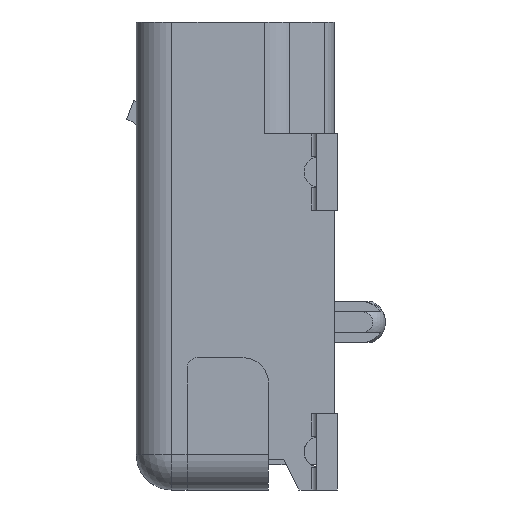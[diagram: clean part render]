
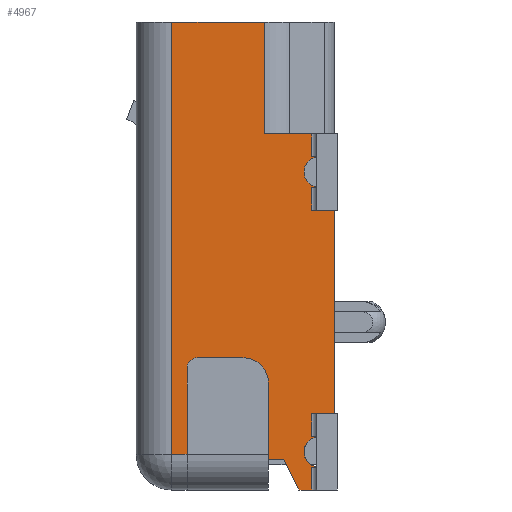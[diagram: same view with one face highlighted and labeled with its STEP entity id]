
A CAD part, left-side view. The second image highlights one B-rep face of the part: STEP entity #4967.
In plain terms, the highlighted planar face has unit normal (-1, 0, 0).
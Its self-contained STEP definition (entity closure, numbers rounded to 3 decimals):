
#122=DIRECTION('',(0.,-1.,0.));
#123=VECTOR('',#122,1.826);
#124=CARTESIAN_POINT('',(-3.85,1.25,0.));
#125=LINE('',#124,#123);
#185=DIRECTION('',(0.,0.,-1.));
#186=VECTOR('',#185,8.5);
#187=CARTESIAN_POINT('',(-3.85,1.25,0.));
#188=LINE('',#187,#186);
#240=DIRECTION('',(0.,1.,0.));
#241=VECTOR('',#240,0.25);
#242=CARTESIAN_POINT('',(-3.85,-1.5,-9.2));
#243=LINE('',#242,#241);
#290=DIRECTION('',(0.,0.,-1.));
#291=VECTOR('',#290,0.45);
#292=CARTESIAN_POINT('',(-3.85,-1.5,-3.25));
#293=LINE('',#292,#291);
#294=DIRECTION('',(0.,0.,-1.));
#295=VECTOR('',#294,4.);
#296=CARTESIAN_POINT('',(-3.85,-1.95,-3.7));
#297=LINE('',#296,#295);
#298=DIRECTION('',(0.,0.,-1.));
#299=VECTOR('',#298,0.45);
#300=CARTESIAN_POINT('',(-3.85,-1.5,-7.7));
#301=LINE('',#300,#299);
#302=DIRECTION('',(0.,0.,-1.));
#303=VECTOR('',#302,0.45);
#304=CARTESIAN_POINT('',(-3.85,-1.5,-8.75));
#305=LINE('',#304,#303);
#306=DIRECTION('',(0.,0.447,0.894));
#307=VECTOR('',#306,0.671);
#308=CARTESIAN_POINT('',(-3.85,-1.25,-9.2));
#309=LINE('',#308,#307);
#310=DIRECTION('',(0.,1.,0.));
#311=VECTOR('',#310,0.3);
#312=CARTESIAN_POINT('',(-3.85,-0.95,-8.6));
#313=LINE('',#312,#311);
#314=DIRECTION('',(0.,0.,1.));
#315=VECTOR('',#314,1.5);
#316=CARTESIAN_POINT('',(-3.85,-0.65,-8.6));
#317=LINE('',#316,#315);
#318=DIRECTION('',(0.,1.,0.));
#319=VECTOR('',#318,0.9);
#320=CARTESIAN_POINT('',(-3.85,-0.15,-6.6));
#321=LINE('',#320,#319);
#322=DIRECTION('',(0.,0.,1.));
#323=VECTOR('',#322,1.7);
#324=CARTESIAN_POINT('',(-3.85,0.95,-8.5));
#325=LINE('',#324,#323);
#326=DIRECTION('',(0.,1.,0.));
#327=VECTOR('',#326,0.3);
#328=CARTESIAN_POINT('',(-3.85,0.95,-8.5));
#329=LINE('',#328,#327);
#330=DIRECTION('',(0.,1.,0.));
#331=VECTOR('',#330,0.924);
#332=CARTESIAN_POINT('',(-3.85,-1.5,-2.2));
#333=LINE('',#332,#331);
#334=DIRECTION('',(0.,0.,-1.));
#335=VECTOR('',#334,0.45);
#336=CARTESIAN_POINT('',(-3.85,-1.5,-2.2));
#337=LINE('',#336,#335);
#352=DIRECTION('',(0.,1.,0.));
#353=VECTOR('',#352,0.15);
#354=CARTESIAN_POINT('',(-3.85,-1.65,-3.25));
#355=LINE('',#354,#353);
#392=DIRECTION('',(0.,1.,0.));
#393=VECTOR('',#392,0.15);
#394=CARTESIAN_POINT('',(-3.85,-1.65,-2.65));
#395=LINE('',#394,#393);
#446=DIRECTION('',(0.,1.,0.));
#447=VECTOR('',#446,0.45);
#448=CARTESIAN_POINT('',(-3.85,-1.95,-3.7));
#449=LINE('',#448,#447);
#858=DIRECTION('',(0.,-1.,0.));
#859=VECTOR('',#858,0.45);
#860=CARTESIAN_POINT('',(-3.85,-1.5,-7.7));
#861=LINE('',#860,#859);
#908=DIRECTION('',(0.,1.,0.));
#909=VECTOR('',#908,0.15);
#910=CARTESIAN_POINT('',(-3.85,-1.65,-8.15));
#911=LINE('',#910,#909);
#925=CARTESIAN_POINT('',(-3.85,-1.65,-8.45));
#926=DIRECTION('',(1.,0.,0.));
#927=DIRECTION('',(0.,0.,-1.));
#928=AXIS2_PLACEMENT_3D('',#925,#926,#927);
#955=DIRECTION('',(0.,1.,0.));
#956=VECTOR('',#955,0.15);
#957=CARTESIAN_POINT('',(-3.85,-1.65,-8.75));
#958=LINE('',#957,#956);
#2639=CARTESIAN_POINT('',(-3.85,-0.15,-7.1));
#2640=DIRECTION('',(1.,0.,0.));
#2641=DIRECTION('',(0.,0.,1.));
#2642=AXIS2_PLACEMENT_3D('',#2639,#2640,#2641);
#2662=CARTESIAN_POINT('',(-3.85,0.75,-6.8));
#2663=DIRECTION('',(1.,0.,0.));
#2664=DIRECTION('',(0.,1.,0.));
#2665=AXIS2_PLACEMENT_3D('',#2662,#2663,#2664);
#3551=CARTESIAN_POINT('',(-3.85,-1.65,-2.95));
#3552=DIRECTION('',(1.,0.,0.));
#3553=DIRECTION('',(0.,0.,-1.));
#3554=AXIS2_PLACEMENT_3D('',#3551,#3552,#3553);
#3568=DIRECTION('',(0.,0.,1.));
#3569=VECTOR('',#3568,2.2);
#3570=CARTESIAN_POINT('',(-3.85,-0.576,-2.2));
#3571=LINE('',#3570,#3569);
#3647=CARTESIAN_POINT('',(-3.85,1.25,0.));
#3649=VERTEX_POINT('',#3647);
#3650=CARTESIAN_POINT('',(-3.85,-0.576,0.));
#3651=VERTEX_POINT('',#3650);
#3748=CARTESIAN_POINT('',(-3.85,-1.95,-3.7));
#3749=CARTESIAN_POINT('',(-3.85,-1.95,-7.7));
#3750=VERTEX_POINT('',#3748);
#3751=VERTEX_POINT('',#3749);
#3761=CARTESIAN_POINT('',(-3.85,-0.65,-7.1));
#3763=VERTEX_POINT('',#3761);
#3766=CARTESIAN_POINT('',(-3.85,-0.15,-6.6));
#3767=VERTEX_POINT('',#3766);
#3780=CARTESIAN_POINT('',(-3.85,0.95,-6.8));
#3781=VERTEX_POINT('',#3780);
#3782=CARTESIAN_POINT('',(-3.85,0.75,-6.6));
#3783=VERTEX_POINT('',#3782);
#3806=CARTESIAN_POINT('',(-3.85,1.25,-8.5));
#3807=VERTEX_POINT('',#3806);
#3810=CARTESIAN_POINT('',(-3.85,0.95,-8.5));
#3811=VERTEX_POINT('',#3810);
#4218=CARTESIAN_POINT('',(-3.85,-1.5,-3.25));
#4219=CARTESIAN_POINT('',(-3.85,-1.5,-3.7));
#4220=VERTEX_POINT('',#4218);
#4221=VERTEX_POINT('',#4219);
#4226=CARTESIAN_POINT('',(-3.85,-1.5,-8.75));
#4227=CARTESIAN_POINT('',(-3.85,-1.5,-9.2));
#4228=VERTEX_POINT('',#4226);
#4229=VERTEX_POINT('',#4227);
#4234=CARTESIAN_POINT('',(-3.85,-1.5,-2.2));
#4235=CARTESIAN_POINT('',(-3.85,-0.576,-2.2));
#4236=VERTEX_POINT('',#4234);
#4237=VERTEX_POINT('',#4235);
#4250=CARTESIAN_POINT('',(-3.85,-1.5,-7.7));
#4251=VERTEX_POINT('',#4250);
#4253=CARTESIAN_POINT('',(-3.85,-1.5,-8.15));
#4255=VERTEX_POINT('',#4253);
#4302=CARTESIAN_POINT('',(-3.85,-1.65,-3.25));
#4303=VERTEX_POINT('',#4302);
#4304=CARTESIAN_POINT('',(-3.85,-1.65,-2.65));
#4305=VERTEX_POINT('',#4304);
#4306=CARTESIAN_POINT('',(-3.85,-1.65,-8.75));
#4308=VERTEX_POINT('',#4306);
#4310=CARTESIAN_POINT('',(-3.85,-1.65,-8.15));
#4312=VERTEX_POINT('',#4310);
#4337=CARTESIAN_POINT('',(-3.85,-1.5,-2.65));
#4338=VERTEX_POINT('',#4337);
#4415=CARTESIAN_POINT('',(-3.85,-0.95,-8.6));
#4416=CARTESIAN_POINT('',(-3.85,-0.65,-8.6));
#4417=VERTEX_POINT('',#4415);
#4418=VERTEX_POINT('',#4416);
#4419=CARTESIAN_POINT('',(-3.85,-1.25,-9.2));
#4420=VERTEX_POINT('',#4419);
#4913=CARTESIAN_POINT('',(-3.85,1.25,0.));
#4914=DIRECTION('',(-1.,0.,0.));
#4915=DIRECTION('',(0.,-1.,0.));
#4916=AXIS2_PLACEMENT_3D('',#4913,#4914,#4915);
#4917=PLANE('',#4916);
#4919=ORIENTED_EDGE('',*,*,#4918,.T.);
#4921=ORIENTED_EDGE('',*,*,#4920,.F.);
#4923=ORIENTED_EDGE('',*,*,#4922,.T.);
#4925=ORIENTED_EDGE('',*,*,#4924,.F.);
#4927=ORIENTED_EDGE('',*,*,#4926,.T.);
#4929=ORIENTED_EDGE('',*,*,#4928,.F.);
#4931=ORIENTED_EDGE('',*,*,#4930,.F.);
#4933=ORIENTED_EDGE('',*,*,#4932,.T.);
#4935=ORIENTED_EDGE('',*,*,#4934,.T.);
#4936=ORIENTED_EDGE('',*,*,#4846,.T.);
#4938=ORIENTED_EDGE('',*,*,#4937,.T.);
#4940=ORIENTED_EDGE('',*,*,#4939,.T.);
#4942=ORIENTED_EDGE('',*,*,#4941,.T.);
#4944=ORIENTED_EDGE('',*,*,#4943,.F.);
#4946=ORIENTED_EDGE('',*,*,#4945,.T.);
#4948=ORIENTED_EDGE('',*,*,#4947,.F.);
#4949=ORIENTED_EDGE('',*,*,#4904,.F.);
#4950=ORIENTED_EDGE('',*,*,#4803,.T.);
#4951=ORIENTED_EDGE('',*,*,#4777,.F.);
#4952=ORIENTED_EDGE('',*,*,#4736,.T.);
#4954=ORIENTED_EDGE('',*,*,#4953,.F.);
#4956=ORIENTED_EDGE('',*,*,#4955,.F.);
#4958=ORIENTED_EDGE('',*,*,#4957,.T.);
#4960=ORIENTED_EDGE('',*,*,#4959,.F.);
#4962=ORIENTED_EDGE('',*,*,#4961,.F.);
#4964=ORIENTED_EDGE('',*,*,#4963,.T.);
#4965=EDGE_LOOP('',(#4919,#4921,#4923,#4925,#4927,#4929,#4931,#4933,#4935,#4936,
#4938,#4940,#4942,#4944,#4946,#4948,#4949,#4950,#4951,#4952,#4954,#4956,#4958,
#4960,#4962,#4964));
#4966=FACE_OUTER_BOUND('',#4965,.F.);
#4967=ADVANCED_FACE('',(#4966),#4917,.T.);
#929=CIRCLE('',#928,0.3);
#2643=CIRCLE('',#2642,0.5);
#2666=CIRCLE('',#2665,0.2);
#3555=CIRCLE('',#3554,0.3);
#4736=EDGE_CURVE('',#3649,#3651,#125,.T.);
#4777=EDGE_CURVE('',#3649,#3807,#188,.T.);
#4803=EDGE_CURVE('',#3811,#3807,#329,.T.);
#4846=EDGE_CURVE('',#4229,#4420,#243,.T.);
#4904=EDGE_CURVE('',#3811,#3781,#325,.T.);
#4918=EDGE_CURVE('',#4220,#4221,#293,.T.);
#4920=EDGE_CURVE('',#3750,#4221,#449,.T.);
#4922=EDGE_CURVE('',#3750,#3751,#297,.T.);
#4924=EDGE_CURVE('',#4251,#3751,#861,.T.);
#4926=EDGE_CURVE('',#4251,#4255,#301,.T.);
#4928=EDGE_CURVE('',#4312,#4255,#911,.T.);
#4930=EDGE_CURVE('',#4308,#4312,#929,.T.);
#4932=EDGE_CURVE('',#4308,#4228,#958,.T.);
#4934=EDGE_CURVE('',#4228,#4229,#305,.T.);
#4937=EDGE_CURVE('',#4420,#4417,#309,.T.);
#4939=EDGE_CURVE('',#4417,#4418,#313,.T.);
#4941=EDGE_CURVE('',#4418,#3763,#317,.T.);
#4943=EDGE_CURVE('',#3767,#3763,#2643,.T.);
#4945=EDGE_CURVE('',#3767,#3783,#321,.T.);
#4947=EDGE_CURVE('',#3781,#3783,#2666,.T.);
#4953=EDGE_CURVE('',#4237,#3651,#3571,.T.);
#4955=EDGE_CURVE('',#4236,#4237,#333,.T.);
#4957=EDGE_CURVE('',#4236,#4338,#337,.T.);
#4959=EDGE_CURVE('',#4305,#4338,#395,.T.);
#4961=EDGE_CURVE('',#4303,#4305,#3555,.T.);
#4963=EDGE_CURVE('',#4303,#4220,#355,.T.);
